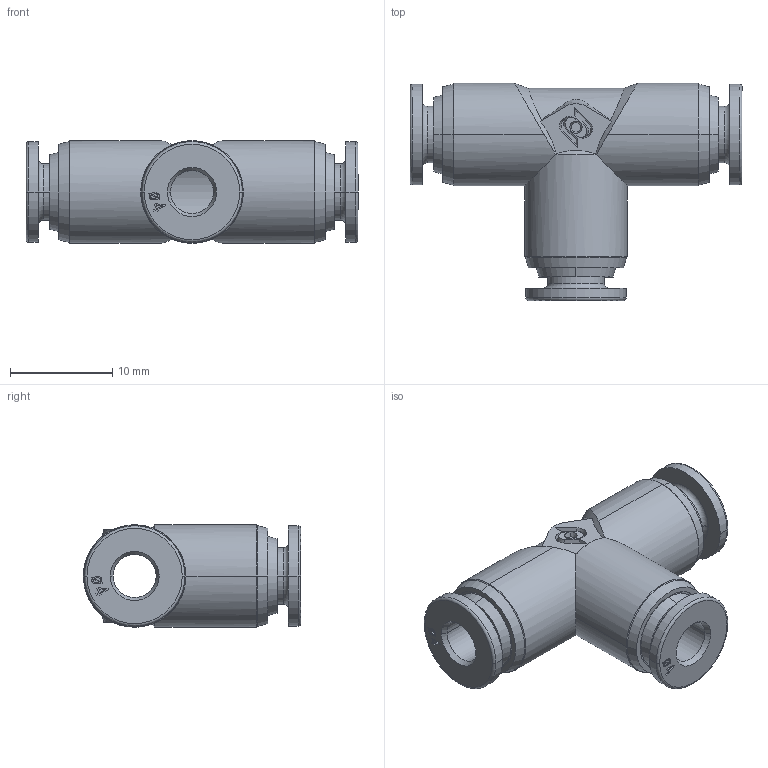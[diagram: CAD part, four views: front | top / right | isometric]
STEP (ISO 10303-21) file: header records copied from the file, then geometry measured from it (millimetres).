
FILE_DESCRIPTION (( 'STEP AP214' ), '1' );
FILE_NAME ('5923000001A.STEP', '2016-05-13T12:13:45', ( '' ), ( '' ), 'SwSTEP 2.0', 'SolidWorks 2016', '' );
FILE_SCHEMA (( 'AUTOMOTIVE_DESIGN' ));
Length unit declared in the file: millimetre
Products named in the file (1): 5923000001A
Bounding box: 32.4 x 21.2 x 10 mm (x, y, z)
Surface area: 2273.3 mm2 (no closed solid volume)
Topology: 0 solids, 9 shells, 257 faces, 668 edges, 443 vertices
Faces by surface type: plane 116, bspline 46, cone 46, cylinder 37, torus 12
Entity records: 13118 total; most frequent: CARTESIAN_POINT 4288, ORIENTED_EDGE 1272, DIRECTION 1101, EDGE_CURVE 668, VERTEX_POINT 443, AXIS2_PLACEMENT_3D 372, VECTOR 357, LINE 357
